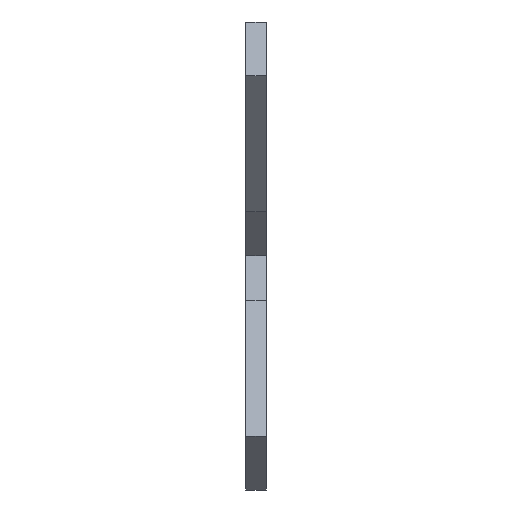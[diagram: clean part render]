
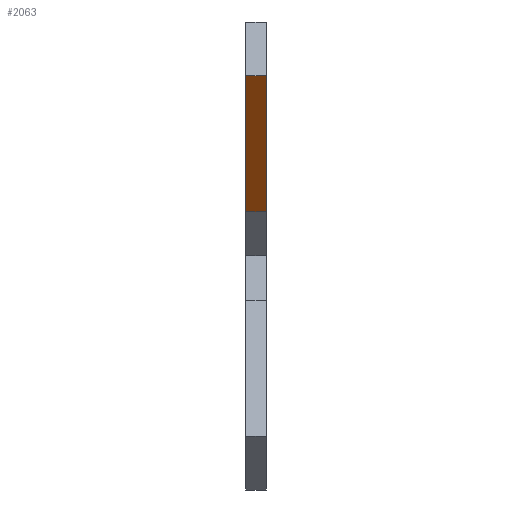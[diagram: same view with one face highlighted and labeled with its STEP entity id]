
A CAD part, left-side view. The second image highlights one B-rep face of the part: STEP entity #2063.
In plain terms, the highlighted planar face has unit normal (-0.761, 0, -0.649).
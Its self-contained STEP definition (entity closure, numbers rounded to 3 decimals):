
#4 = EDGE_CURVE ( 'NONE', #2047, #290, #1584, .T. ) ;
#19 = AXIS2_PLACEMENT_3D ( 'NONE', #2204, #2018, #440 ) ;
#69 = EDGE_CURVE ( 'NONE', #2047, #436, #933, .T. ) ;
#176 = CARTESIAN_POINT ( 'NONE',  ( -37.962, 0., 22.062 ) ) ;
#220 = EDGE_CURVE ( 'NONE', #436, #2183, #1943, .T. ) ;
#266 = FACE_OUTER_BOUND ( 'NONE', #1910, .T. ) ;
#288 = VECTOR ( 'NONE', #523, 1000. ) ;
#290 = VERTEX_POINT ( 'NONE', #2034 ) ;
#292 = CARTESIAN_POINT ( 'NONE',  ( -23.767, 2.5, 5.43 ) ) ;
#320 = CARTESIAN_POINT ( 'NONE',  ( -23.767, 0., 5.43 ) ) ;
#436 = VERTEX_POINT ( 'NONE', #1035 ) ;
#440 = DIRECTION ( 'NONE',  ( 0., -1., 0. ) ) ;
#523 = DIRECTION ( 'NONE',  ( 0., -1., 0. ) ) ;
#613 = PLANE ( 'NONE',  #19 ) ;
#626 = VECTOR ( 'NONE', #1085, 1000. ) ;
#638 = ORIENTED_EDGE ( 'NONE', *, *, #4, .T. ) ;
#662 = VECTOR ( 'NONE', #1575, 1000. ) ;
#760 = VECTOR ( 'NONE', #872, 1000. ) ;
#872 = DIRECTION ( 'NONE',  ( -0.649, 0., 0.761 ) ) ;
#933 = LINE ( 'NONE', #1634, #626 ) ;
#1035 = CARTESIAN_POINT ( 'NONE',  ( -37.962, 2.5, 22.062 ) ) ;
#1073 = CARTESIAN_POINT ( 'NONE',  ( -37.962, 2.5, 22.062 ) ) ;
#1085 = DIRECTION ( 'NONE',  ( -0.649, 0., 0.761 ) ) ;
#1344 = ORIENTED_EDGE ( 'NONE', *, *, #220, .F. ) ;
#1370 = CARTESIAN_POINT ( 'NONE',  ( -23.767, 2.5, 5.43 ) ) ;
#1575 = DIRECTION ( 'NONE',  ( 0., -1., 0. ) ) ;
#1584 = LINE ( 'NONE', #292, #662 ) ;
#1634 = CARTESIAN_POINT ( 'NONE',  ( -23.767, 2.5, 5.43 ) ) ;
#1717 = ORIENTED_EDGE ( 'NONE', *, *, #2084, .T. ) ;
#1829 = ORIENTED_EDGE ( 'NONE', *, *, #69, .F. ) ;
#1910 = EDGE_LOOP ( 'NONE', ( #1717, #1344, #1829, #638 ) ) ;
#1943 = LINE ( 'NONE', #1073, #288 ) ;
#2018 = DIRECTION ( 'NONE',  ( 0.761, 0., 0.649 ) ) ;
#2034 = CARTESIAN_POINT ( 'NONE',  ( -23.767, 0., 5.43 ) ) ;
#2047 = VERTEX_POINT ( 'NONE', #1370 ) ;
#2063 = ADVANCED_FACE ( 'NONE', ( #266 ), #613, .F. ) ;
#2084 = EDGE_CURVE ( 'NONE', #290, #2183, #2249, .T. ) ;
#2183 = VERTEX_POINT ( 'NONE', #176 ) ;
#2204 = CARTESIAN_POINT ( 'NONE',  ( -23.767, 2.5, 5.43 ) ) ;
#2249 = LINE ( 'NONE', #320, #760 ) ;
